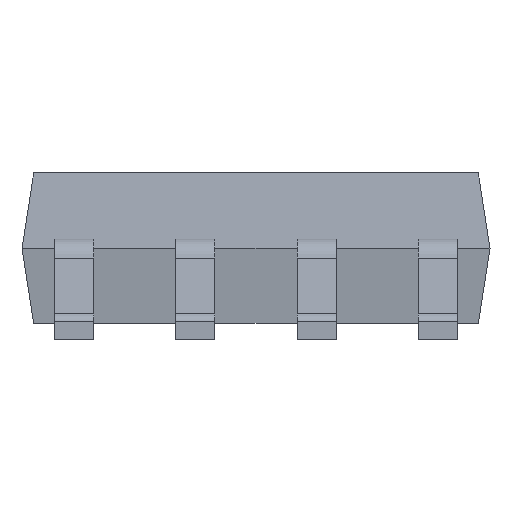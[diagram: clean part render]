
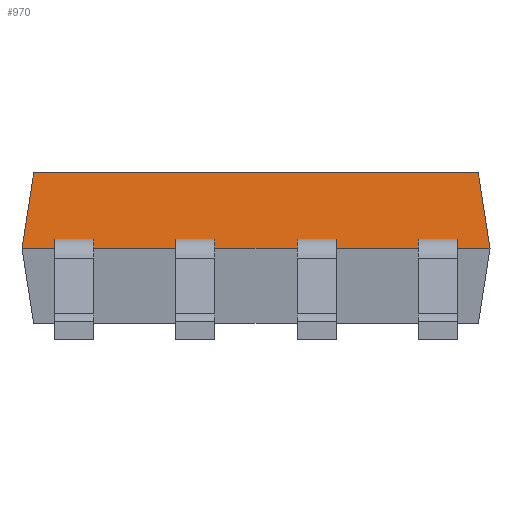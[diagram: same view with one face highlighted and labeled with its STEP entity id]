
A CAD part, left-side view. The second image highlights one B-rep face of the part: STEP entity #970.
In plain terms, the highlighted free-form (B-spline) face has degree [1, 1] with [2, 2] control points.
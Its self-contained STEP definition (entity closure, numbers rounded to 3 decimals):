
#24 = VERTEX_POINT('',#25);
#25 = CARTESIAN_POINT('',(-1.85,-2.33,1.75));
#31 = EDGE_CURVE('',#24,#32,#34,.T.);
#32 = VERTEX_POINT('',#33);
#33 = CARTESIAN_POINT('',(-1.85,2.33,1.75));
#34 = LINE('',#35,#36);
#35 = CARTESIAN_POINT('',(-1.85,-2.33,1.75));
#36 = VECTOR('',#37,1.);
#37 = DIRECTION('',(0.,1.,0.));
#775 = EDGE_CURVE('',#24,#776,#778,.T.);
#776 = VERTEX_POINT('',#777);
#777 = CARTESIAN_POINT('',(-1.948,-2.453,0.963));
#778 = B_SPLINE_CURVE_WITH_KNOTS('',1,(#779,#780),.UNSPECIFIED.,.F.,.F.,
  (2,2),(0.,1.),.PIECEWISE_BEZIER_KNOTS.);
#779 = CARTESIAN_POINT('',(-1.85,-2.33,1.75));
#780 = CARTESIAN_POINT('',(-1.948,-2.453,0.963));
#970 = ADVANCED_FACE('',(#971),#1136,.T.);
#971 = FACE_BOUND('',#972,.T.);
#972 = EDGE_LOOP('',(#973,#974,#975,#982,#990,#1002,#1009,#1021,#1029,
    #1039,#1046,#1056,#1064,#1074,#1081,#1091,#1099,#1111,#1118,#1130));
#973 = ORIENTED_EDGE('',*,*,#775,.F.);
#974 = ORIENTED_EDGE('',*,*,#31,.T.);
#975 = ORIENTED_EDGE('',*,*,#976,.T.);
#976 = EDGE_CURVE('',#32,#977,#979,.T.);
#977 = VERTEX_POINT('',#978);
#978 = CARTESIAN_POINT('',(-1.948,2.453,0.963));
#979 = B_SPLINE_CURVE_WITH_KNOTS('',1,(#980,#981),.UNSPECIFIED.,.F.,.F.,
  (2,2),(0.,1.),.PIECEWISE_BEZIER_KNOTS.);
#980 = CARTESIAN_POINT('',(-1.85,2.33,1.75));
#981 = CARTESIAN_POINT('',(-1.948,2.453,0.963));
#982 = ORIENTED_EDGE('',*,*,#983,.F.);
#983 = EDGE_CURVE('',#984,#977,#986,.T.);
#984 = VERTEX_POINT('',#985);
#985 = CARTESIAN_POINT('',(-1.948,2.11,0.963));
#986 = LINE('',#987,#988);
#987 = CARTESIAN_POINT('',(-1.948,-2.453,0.963));
#988 = VECTOR('',#989,1.);
#989 = DIRECTION('',(0.,1.,0.));
#990 = ORIENTED_EDGE('',*,*,#991,.F.);
#991 = EDGE_CURVE('',#992,#984,#994,.T.);
#992 = VERTEX_POINT('',#993);
#993 = CARTESIAN_POINT('',(-1.936,2.11,1.058));
#994 = B_SPLINE_CURVE_WITH_KNOTS('',6,(#995,#996,#997,#998,#999,#1000,
    #1001),.UNSPECIFIED.,.F.,.F.,(7,7),(0.,1.),
  .PIECEWISE_BEZIER_KNOTS.);
#995 = CARTESIAN_POINT('',(-1.936,2.11,1.058));
#996 = CARTESIAN_POINT('',(-1.938,2.11,1.041));
#997 = CARTESIAN_POINT('',(-1.939,2.11,1.028));
#998 = CARTESIAN_POINT('',(-1.942,2.11,1.011));
#999 = CARTESIAN_POINT('',(-1.944,2.11,0.989));
#1000 = CARTESIAN_POINT('',(-1.947,2.11,0.968));
#1001 = CARTESIAN_POINT('',(-1.948,2.11,0.963));
#1002 = ORIENTED_EDGE('',*,*,#1003,.T.);
#1003 = EDGE_CURVE('',#992,#1004,#1006,.T.);
#1004 = VERTEX_POINT('',#1005);
#1005 = CARTESIAN_POINT('',(-1.936,1.7,1.058));
#1006 = B_SPLINE_CURVE_WITH_KNOTS('',1,(#1007,#1008),.UNSPECIFIED.,.F.,
  .F.,(2,2),(0.,1.),.PIECEWISE_BEZIER_KNOTS.);
#1007 = CARTESIAN_POINT('',(-1.936,2.11,1.058));
#1008 = CARTESIAN_POINT('',(-1.936,1.7,1.058));
#1009 = ORIENTED_EDGE('',*,*,#1010,.T.);
#1010 = EDGE_CURVE('',#1004,#1011,#1013,.T.);
#1011 = VERTEX_POINT('',#1012);
#1012 = CARTESIAN_POINT('',(-1.948,1.7,0.963));
#1013 = B_SPLINE_CURVE_WITH_KNOTS('',6,(#1014,#1015,#1016,#1017,#1018,
    #1019,#1020),.UNSPECIFIED.,.F.,.F.,(7,7),(0.,1.),
  .PIECEWISE_BEZIER_KNOTS.);
#1014 = CARTESIAN_POINT('',(-1.936,1.7,1.058));
#1015 = CARTESIAN_POINT('',(-1.938,1.7,1.039));
#1016 = CARTESIAN_POINT('',(-1.94,1.7,1.026));
#1017 = CARTESIAN_POINT('',(-1.942,1.7,1.009));
#1018 = CARTESIAN_POINT('',(-1.944,1.7,0.988));
#1019 = CARTESIAN_POINT('',(-1.947,1.7,0.967));
#1020 = CARTESIAN_POINT('',(-1.948,1.7,0.963));
#1021 = ORIENTED_EDGE('',*,*,#1022,.F.);
#1022 = EDGE_CURVE('',#1023,#1011,#1025,.T.);
#1023 = VERTEX_POINT('',#1024);
#1024 = CARTESIAN_POINT('',(-1.948,0.84,0.963));
#1025 = LINE('',#1026,#1027);
#1026 = CARTESIAN_POINT('',(-1.948,-2.453,0.963));
#1027 = VECTOR('',#1028,1.);
#1028 = DIRECTION('',(0.,1.,0.));
#1029 = ORIENTED_EDGE('',*,*,#1030,.F.);
#1030 = EDGE_CURVE('',#1031,#1023,#1033,.T.);
#1031 = VERTEX_POINT('',#1032);
#1032 = CARTESIAN_POINT('',(-1.936,0.84,1.058));
#1033 = B_SPLINE_CURVE_WITH_KNOTS('',4,(#1034,#1035,#1036,#1037,#1038),
  .UNSPECIFIED.,.F.,.F.,(5,5),(0.,1.),.PIECEWISE_BEZIER_KNOTS.);
#1034 = CARTESIAN_POINT('',(-1.936,0.84,1.058));
#1035 = CARTESIAN_POINT('',(-1.939,0.84,1.034));
#1036 = CARTESIAN_POINT('',(-1.942,0.84,1.01));
#1037 = CARTESIAN_POINT('',(-1.945,0.84,0.986));
#1038 = CARTESIAN_POINT('',(-1.948,0.84,0.963));
#1039 = ORIENTED_EDGE('',*,*,#1040,.T.);
#1040 = EDGE_CURVE('',#1031,#1041,#1043,.T.);
#1041 = VERTEX_POINT('',#1042);
#1042 = CARTESIAN_POINT('',(-1.936,0.43,1.058));
#1043 = B_SPLINE_CURVE_WITH_KNOTS('',1,(#1044,#1045),.UNSPECIFIED.,.F.,
  .F.,(2,2),(0.,1.),.PIECEWISE_BEZIER_KNOTS.);
#1044 = CARTESIAN_POINT('',(-1.936,0.84,1.058));
#1045 = CARTESIAN_POINT('',(-1.936,0.43,1.058));
#1046 = ORIENTED_EDGE('',*,*,#1047,.T.);
#1047 = EDGE_CURVE('',#1041,#1048,#1050,.T.);
#1048 = VERTEX_POINT('',#1049);
#1049 = CARTESIAN_POINT('',(-1.948,0.43,0.963));
#1050 = B_SPLINE_CURVE_WITH_KNOTS('',4,(#1051,#1052,#1053,#1054,#1055),
  .UNSPECIFIED.,.F.,.F.,(5,5),(0.,1.),.PIECEWISE_BEZIER_KNOTS.);
#1051 = CARTESIAN_POINT('',(-1.936,0.43,1.058));
#1052 = CARTESIAN_POINT('',(-1.939,0.43,1.034));
#1053 = CARTESIAN_POINT('',(-1.942,0.43,1.01));
#1054 = CARTESIAN_POINT('',(-1.945,0.43,0.986));
#1055 = CARTESIAN_POINT('',(-1.948,0.43,0.963));
#1056 = ORIENTED_EDGE('',*,*,#1057,.F.);
#1057 = EDGE_CURVE('',#1058,#1048,#1060,.T.);
#1058 = VERTEX_POINT('',#1059);
#1059 = CARTESIAN_POINT('',(-1.948,-0.43,0.963));
#1060 = LINE('',#1061,#1062);
#1061 = CARTESIAN_POINT('',(-1.948,-2.453,0.963));
#1062 = VECTOR('',#1063,1.);
#1063 = DIRECTION('',(0.,1.,0.));
#1064 = ORIENTED_EDGE('',*,*,#1065,.F.);
#1065 = EDGE_CURVE('',#1066,#1058,#1068,.T.);
#1066 = VERTEX_POINT('',#1067);
#1067 = CARTESIAN_POINT('',(-1.936,-0.43,1.058));
#1068 = B_SPLINE_CURVE_WITH_KNOTS('',4,(#1069,#1070,#1071,#1072,#1073),
  .UNSPECIFIED.,.F.,.F.,(5,5),(0.,1.),.PIECEWISE_BEZIER_KNOTS.);
#1069 = CARTESIAN_POINT('',(-1.936,-0.43,1.058));
#1070 = CARTESIAN_POINT('',(-1.939,-0.43,1.034));
#1071 = CARTESIAN_POINT('',(-1.942,-0.43,1.01));
#1072 = CARTESIAN_POINT('',(-1.945,-0.43,0.986));
#1073 = CARTESIAN_POINT('',(-1.948,-0.43,0.963));
#1074 = ORIENTED_EDGE('',*,*,#1075,.T.);
#1075 = EDGE_CURVE('',#1066,#1076,#1078,.T.);
#1076 = VERTEX_POINT('',#1077);
#1077 = CARTESIAN_POINT('',(-1.936,-0.84,1.058));
#1078 = B_SPLINE_CURVE_WITH_KNOTS('',1,(#1079,#1080),.UNSPECIFIED.,.F.,
  .F.,(2,2),(0.,1.),.PIECEWISE_BEZIER_KNOTS.);
#1079 = CARTESIAN_POINT('',(-1.936,-0.43,1.058));
#1080 = CARTESIAN_POINT('',(-1.936,-0.84,1.058));
#1081 = ORIENTED_EDGE('',*,*,#1082,.T.);
#1082 = EDGE_CURVE('',#1076,#1083,#1085,.T.);
#1083 = VERTEX_POINT('',#1084);
#1084 = CARTESIAN_POINT('',(-1.948,-0.84,0.963));
#1085 = B_SPLINE_CURVE_WITH_KNOTS('',4,(#1086,#1087,#1088,#1089,#1090),
  .UNSPECIFIED.,.F.,.F.,(5,5),(0.,1.),.PIECEWISE_BEZIER_KNOTS.);
#1086 = CARTESIAN_POINT('',(-1.936,-0.84,1.058));
#1087 = CARTESIAN_POINT('',(-1.939,-0.84,1.034));
#1088 = CARTESIAN_POINT('',(-1.942,-0.84,1.01));
#1089 = CARTESIAN_POINT('',(-1.945,-0.84,0.986));
#1090 = CARTESIAN_POINT('',(-1.948,-0.84,0.963));
#1091 = ORIENTED_EDGE('',*,*,#1092,.F.);
#1092 = EDGE_CURVE('',#1093,#1083,#1095,.T.);
#1093 = VERTEX_POINT('',#1094);
#1094 = CARTESIAN_POINT('',(-1.948,-1.7,0.963));
#1095 = LINE('',#1096,#1097);
#1096 = CARTESIAN_POINT('',(-1.948,-2.453,0.963));
#1097 = VECTOR('',#1098,1.);
#1098 = DIRECTION('',(0.,1.,0.));
#1099 = ORIENTED_EDGE('',*,*,#1100,.F.);
#1100 = EDGE_CURVE('',#1101,#1093,#1103,.T.);
#1101 = VERTEX_POINT('',#1102);
#1102 = CARTESIAN_POINT('',(-1.936,-1.7,1.058));
#1103 = B_SPLINE_CURVE_WITH_KNOTS('',6,(#1104,#1105,#1106,#1107,#1108,
    #1109,#1110),.UNSPECIFIED.,.F.,.F.,(7,7),(0.,1.),
  .PIECEWISE_BEZIER_KNOTS.);
#1104 = CARTESIAN_POINT('',(-1.936,-1.7,1.058));
#1105 = CARTESIAN_POINT('',(-1.938,-1.7,1.039));
#1106 = CARTESIAN_POINT('',(-1.94,-1.7,1.026));
#1107 = CARTESIAN_POINT('',(-1.942,-1.7,1.009));
#1108 = CARTESIAN_POINT('',(-1.944,-1.7,0.988));
#1109 = CARTESIAN_POINT('',(-1.947,-1.7,0.967));
#1110 = CARTESIAN_POINT('',(-1.948,-1.7,0.963));
#1111 = ORIENTED_EDGE('',*,*,#1112,.T.);
#1112 = EDGE_CURVE('',#1101,#1113,#1115,.T.);
#1113 = VERTEX_POINT('',#1114);
#1114 = CARTESIAN_POINT('',(-1.936,-2.11,1.058));
#1115 = B_SPLINE_CURVE_WITH_KNOTS('',1,(#1116,#1117),.UNSPECIFIED.,.F.,
  .F.,(2,2),(0.,1.),.PIECEWISE_BEZIER_KNOTS.);
#1116 = CARTESIAN_POINT('',(-1.936,-1.7,1.058));
#1117 = CARTESIAN_POINT('',(-1.936,-2.11,1.058));
#1118 = ORIENTED_EDGE('',*,*,#1119,.T.);
#1119 = EDGE_CURVE('',#1113,#1120,#1122,.T.);
#1120 = VERTEX_POINT('',#1121);
#1121 = CARTESIAN_POINT('',(-1.948,-2.11,0.963));
#1122 = B_SPLINE_CURVE_WITH_KNOTS('',6,(#1123,#1124,#1125,#1126,#1127,
    #1128,#1129),.UNSPECIFIED.,.F.,.F.,(7,7),(0.,1.),
  .PIECEWISE_BEZIER_KNOTS.);
#1123 = CARTESIAN_POINT('',(-1.936,-2.11,1.058));
#1124 = CARTESIAN_POINT('',(-1.938,-2.11,1.041));
#1125 = CARTESIAN_POINT('',(-1.939,-2.11,1.028));
#1126 = CARTESIAN_POINT('',(-1.942,-2.11,1.011));
#1127 = CARTESIAN_POINT('',(-1.944,-2.11,0.989));
#1128 = CARTESIAN_POINT('',(-1.947,-2.11,0.968));
#1129 = CARTESIAN_POINT('',(-1.948,-2.11,0.963));
#1130 = ORIENTED_EDGE('',*,*,#1131,.F.);
#1131 = EDGE_CURVE('',#776,#1120,#1132,.T.);
#1132 = LINE('',#1133,#1134);
#1133 = CARTESIAN_POINT('',(-1.948,-2.453,0.963));
#1134 = VECTOR('',#1135,1.);
#1135 = DIRECTION('',(0.,1.,0.));
#1136 = B_SPLINE_SURFACE_WITH_KNOTS('',1,1,(
    (#1137,#1138)
    ,(#1139,#1140
    )),.UNSPECIFIED.,.F.,.F.,.F.,(2,2),(2,2),(0.,4.905),(0.,1.),
  .PIECEWISE_BEZIER_KNOTS.);
#1137 = CARTESIAN_POINT('',(-1.85,-2.33,1.75));
#1138 = CARTESIAN_POINT('',(-1.948,-2.453,0.963));
#1139 = CARTESIAN_POINT('',(-1.85,2.33,1.75));
#1140 = CARTESIAN_POINT('',(-1.948,2.453,0.963));
